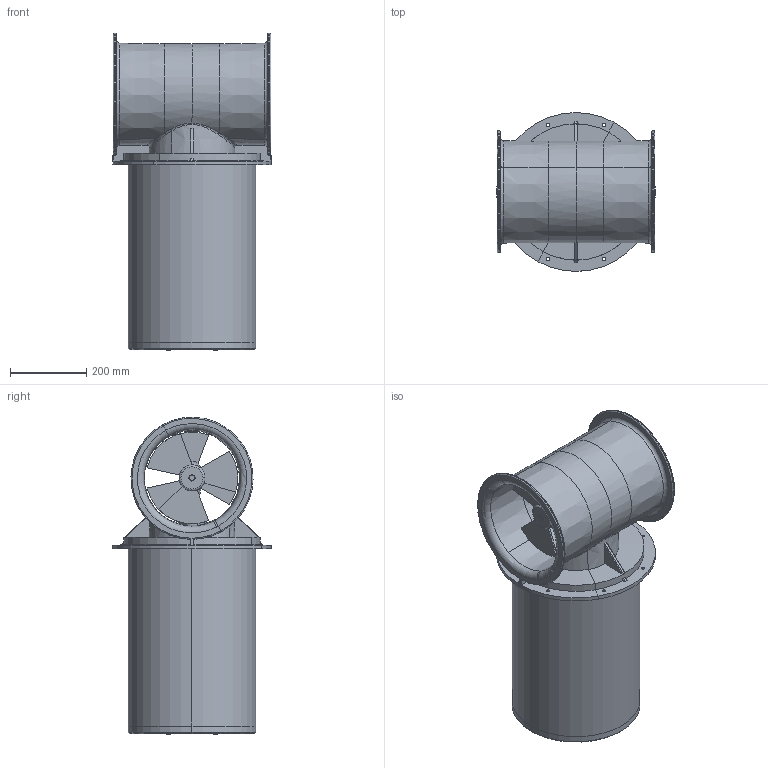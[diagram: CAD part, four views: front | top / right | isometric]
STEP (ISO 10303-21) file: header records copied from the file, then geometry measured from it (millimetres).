
FILE_DESCRIPTION(('CATIA V5 STEP Exchange','CAx-IF Rec.Pracs.--- Model Styling and Organization---1.4--- 2014-01-23','CAx-IF Rec.Pracs.---3D Tessellated Data Validation Properties---0.5---2014-09-14'),'2;1');
FILE_NAME('3D_Models_POD165.stp','2025-01-14T13:57:17+00:00',('none'),('none'),'CATIA Version 5-6 Release 2016','CATIA V5 STEP AP242','none');
FILE_SCHEMA(('AP242_MANAGED_MODEL_BASED_3D_ENGINEERING_MIM_LF {1 0 10303 442 1 1 4}'));
Length unit declared in the file: millimetre
Products named in the file (3): POD_CT165; stern-pod-ct165; Cap_CT165
Assembly tree (2 placements, depth 2):
  POD_CT165
    stern-pod-ct165
    Cap_CT165
Bounding box: 416 x 415.97 x 831.99 mm (x, y, z)
Volume: 22067119.6 mm3; surface area: 3023845 mm2
Topology: 12 solids, 14 shells, 832 faces, 2087 edges, 1341 vertices
Faces by surface type: plane 317, cylinder 301, cone 90, torus 55, bspline 52, revolution 9, sphere 8
Entity records: 31818 total; most frequent: CARTESIAN_POINT 13728, ORIENTED_EDGE 4142, DIRECTION 2778, EDGE_CURVE 2071, VERTEX_POINT 1341, AXIS2_PLACEMENT_3D 1307, EDGE_LOOP 960, VECTOR 879
